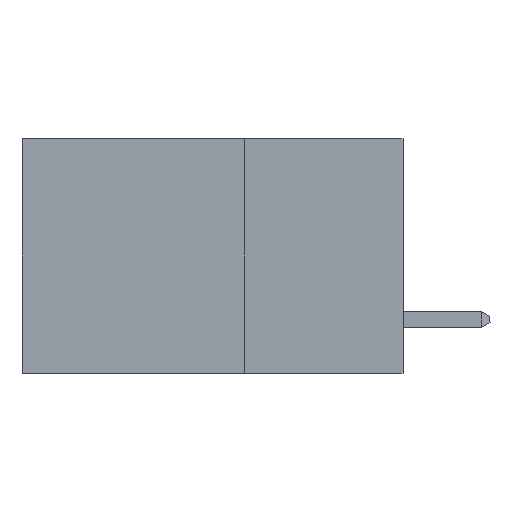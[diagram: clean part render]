
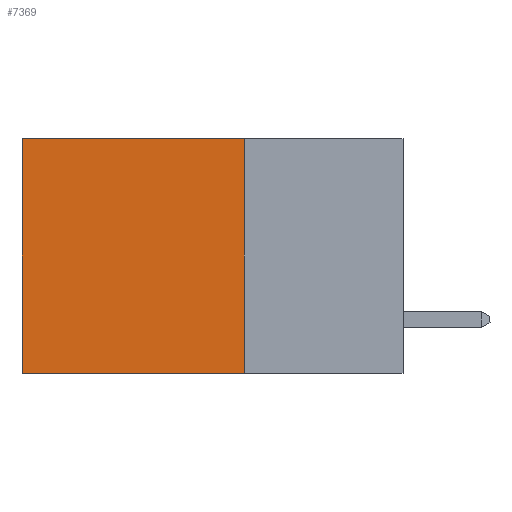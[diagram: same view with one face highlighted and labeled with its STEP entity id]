
A CAD part, left-side view. The second image highlights one B-rep face of the part: STEP entity #7369.
In plain terms, the highlighted planar face has unit normal (-1, 0, 0).
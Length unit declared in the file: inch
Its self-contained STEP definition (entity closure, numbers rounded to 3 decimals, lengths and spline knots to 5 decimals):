
#206 = VECTOR ( 'NONE', #10201, 39.37008 ) ;
#468 = CARTESIAN_POINT ( 'NONE',  ( 0.2875, 0.25, 0. ) ) ;
#685 = VERTEX_POINT ( 'NONE', #13482 ) ;
#733 = FACE_OUTER_BOUND ( 'NONE', #3927, .T. ) ;
#750 = LINE ( 'NONE', #468, #7899 ) ;
#1450 = DIRECTION ( 'NONE',  ( 0., 0., -1. ) ) ;
#1630 = ORIENTED_EDGE ( 'NONE', *, *, #11630, .T. ) ;
#1800 = CARTESIAN_POINT ( 'NONE',  ( 0.2875, 0.6, 0. ) ) ;
#2707 = CARTESIAN_POINT ( 'NONE',  ( 0.2875, 0.25, 0. ) ) ;
#3118 = ORIENTED_EDGE ( 'NONE', *, *, #6952, .F. ) ;
#3492 = PLANE ( 'NONE',  #7381 ) ;
#3657 = CARTESIAN_POINT ( 'NONE',  ( 0.2875, 0.6, -0.37 ) ) ;
#3927 = EDGE_LOOP ( 'NONE', ( #9646, #16488, #3118, #1630 ) ) ;
#4140 = DIRECTION ( 'NONE',  ( 0., 1., 0. ) ) ;
#6952 = EDGE_CURVE ( 'NONE', #12229, #685, #750, .T. ) ;
#7067 = LINE ( 'NONE', #2707, #17516 ) ;
#7369 = ADVANCED_FACE ( 'NONE', ( #733 ), #3492, .F. ) ;
#7381 = AXIS2_PLACEMENT_3D ( 'NONE', #8526, #9883, #1450 ) ;
#7899 = VECTOR ( 'NONE', #12991, 39.37008 ) ;
#8526 = CARTESIAN_POINT ( 'NONE',  ( 0.2875, 0.25, 0. ) ) ;
#9373 = EDGE_CURVE ( 'NONE', #10854, #15490, #14993, .T. ) ;
#9646 = ORIENTED_EDGE ( 'NONE', *, *, #9373, .T. ) ;
#9883 = DIRECTION ( 'NONE',  ( 1., 0., 0. ) ) ;
#10201 = DIRECTION ( 'NONE',  ( 0., 0., -1. ) ) ;
#10854 = VERTEX_POINT ( 'NONE', #13298 ) ;
#10858 = EDGE_CURVE ( 'NONE', #685, #15490, #17372, .T. ) ;
#10900 = CARTESIAN_POINT ( 'NONE',  ( 0.2875, 0.25, 0. ) ) ;
#11630 = EDGE_CURVE ( 'NONE', #12229, #10854, #7067, .T. ) ;
#11998 = DIRECTION ( 'NONE',  ( 0., 1., 0. ) ) ;
#12229 = VERTEX_POINT ( 'NONE', #10900 ) ;
#12991 = DIRECTION ( 'NONE',  ( 0., 0., -1. ) ) ;
#13298 = CARTESIAN_POINT ( 'NONE',  ( 0.2875, 0.6, 0. ) ) ;
#13482 = CARTESIAN_POINT ( 'NONE',  ( 0.2875, 0.25, -0.37 ) ) ;
#14993 = LINE ( 'NONE', #1800, #206 ) ;
#15490 = VERTEX_POINT ( 'NONE', #3657 ) ;
#16080 = CARTESIAN_POINT ( 'NONE',  ( 0.2875, 0.25, -0.37 ) ) ;
#16488 = ORIENTED_EDGE ( 'NONE', *, *, #10858, .F. ) ;
#17372 = LINE ( 'NONE', #16080, #17794 ) ;
#17516 = VECTOR ( 'NONE', #4140, 39.37008 ) ;
#17794 = VECTOR ( 'NONE', #11998, 39.37008 ) ;
